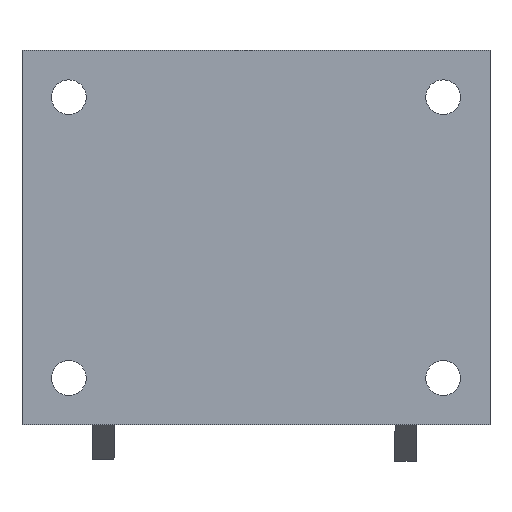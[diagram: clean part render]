
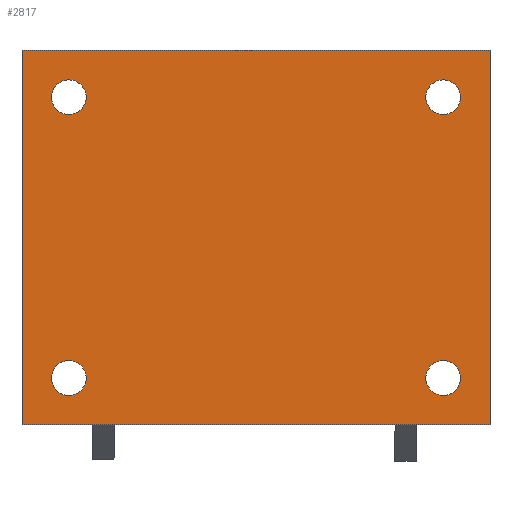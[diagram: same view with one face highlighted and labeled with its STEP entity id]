
A CAD part, front view. The second image highlights one B-rep face of the part: STEP entity #2817.
In plain terms, the highlighted planar face has unit normal (0, -1, 0).
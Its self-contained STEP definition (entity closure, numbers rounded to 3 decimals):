
#22 = CARTESIAN_POINT ( 'NONE',  ( -70., 0., 59. ) ) ;
#36 = EDGE_CURVE ( 'NONE', #2273, #2526, #1272, .T. ) ;
#69 = EDGE_CURVE ( 'NONE', #1740, #2273, #2430, .T. ) ;
#110 = DIRECTION ( 'NONE',  ( 1., 0., 0. ) ) ;
#208 = ORIENTED_EDGE ( 'NONE', *, *, #36, .F. ) ;
#224 = CIRCLE ( 'NONE', #612, 6.5 ) ;
#268 = ORIENTED_EDGE ( 'NONE', *, *, #1234, .T. ) ;
#292 = ORIENTED_EDGE ( 'NONE', *, *, #495, .T. ) ;
#325 = VECTOR ( 'NONE', #541, 1000. ) ;
#375 = FACE_OUTER_BOUND ( 'NONE', #763, .T. ) ;
#406 = VERTEX_POINT ( 'NONE', #1813 ) ;
#418 = CARTESIAN_POINT ( 'NONE',  ( 87.5, 0., -70. ) ) ;
#444 = VERTEX_POINT ( 'NONE', #1804 ) ;
#486 = AXIS2_PLACEMENT_3D ( 'NONE', #1778, #641, #1076 ) ;
#495 = EDGE_CURVE ( 'NONE', #406, #406, #1268, .T. ) ;
#541 = DIRECTION ( 'NONE',  ( 0., 0., -1. ) ) ;
#553 = FACE_BOUND ( 'NONE', #1062, .T. ) ;
#612 = AXIS2_PLACEMENT_3D ( 'NONE', #1796, #2008, #2252 ) ;
#635 = VERTEX_POINT ( 'NONE', #1245 ) ;
#641 = DIRECTION ( 'NONE',  ( 0., 1., 0. ) ) ;
#763 = EDGE_LOOP ( 'NONE', ( #208, #2255, #2042, #2741 ) ) ;
#835 = EDGE_LOOP ( 'NONE', ( #1620 ) ) ;
#857 = DIRECTION ( 'NONE',  ( 0., 0., 1. ) ) ;
#904 = VERTEX_POINT ( 'NONE', #2020 ) ;
#977 = CARTESIAN_POINT ( 'NONE',  ( 87.5, 0., -70. ) ) ;
#1062 = EDGE_LOOP ( 'NONE', ( #292 ) ) ;
#1076 = DIRECTION ( 'NONE',  ( 0., 0., 1. ) ) ;
#1111 = FACE_BOUND ( 'NONE', #835, .T. ) ;
#1132 = CARTESIAN_POINT ( 'NONE',  ( 70., 0., -52.5 ) ) ;
#1182 = CIRCLE ( 'NONE', #1342, 6.5 ) ;
#1189 = FACE_BOUND ( 'NONE', #2877, .T. ) ;
#1234 = EDGE_CURVE ( 'NONE', #2795, #2795, #2348, .T. ) ;
#1245 = CARTESIAN_POINT ( 'NONE',  ( 87.5, 0., 70. ) ) ;
#1268 = CIRCLE ( 'NONE', #2709, 6.5 ) ;
#1272 = LINE ( 'NONE', #1981, #1697 ) ;
#1293 = FACE_BOUND ( 'NONE', #2628, .T. ) ;
#1337 = DIRECTION ( 'NONE',  ( 0., 1., 0. ) ) ;
#1342 = AXIS2_PLACEMENT_3D ( 'NONE', #1414, #1678, #2318 ) ;
#1414 = CARTESIAN_POINT ( 'NONE',  ( -70., 0., -52.5 ) ) ;
#1427 = LINE ( 'NONE', #977, #325 ) ;
#1566 = AXIS2_PLACEMENT_3D ( 'NONE', #1990, #1999, #2439 ) ;
#1620 = ORIENTED_EDGE ( 'NONE', *, *, #1920, .T. ) ;
#1678 = DIRECTION ( 'NONE',  ( 0., 1., 0. ) ) ;
#1686 = EDGE_CURVE ( 'NONE', #635, #1740, #1427, .T. ) ;
#1697 = VECTOR ( 'NONE', #857, 1000. ) ;
#1740 = VERTEX_POINT ( 'NONE', #2256 ) ;
#1778 = CARTESIAN_POINT ( 'NONE',  ( -70., 0., 52.5 ) ) ;
#1796 = CARTESIAN_POINT ( 'NONE',  ( 70., 0., 52.5 ) ) ;
#1804 = CARTESIAN_POINT ( 'NONE',  ( -70., 0., -59. ) ) ;
#1813 = CARTESIAN_POINT ( 'NONE',  ( 70., 0., -46. ) ) ;
#1920 = EDGE_CURVE ( 'NONE', #444, #444, #1182, .T. ) ;
#1945 = VECTOR ( 'NONE', #110, 1000. ) ;
#1981 = CARTESIAN_POINT ( 'NONE',  ( -87.5, 0., -70. ) ) ;
#1990 = CARTESIAN_POINT ( 'NONE',  ( 0., 0., 0. ) ) ;
#1999 = DIRECTION ( 'NONE',  ( 0., -1., 0. ) ) ;
#2008 = DIRECTION ( 'NONE',  ( 0., 1., 0. ) ) ;
#2020 = CARTESIAN_POINT ( 'NONE',  ( 70., 0., 46. ) ) ;
#2029 = DIRECTION ( 'NONE',  ( 0., 0., 1. ) ) ;
#2042 = ORIENTED_EDGE ( 'NONE', *, *, #1686, .F. ) ;
#2069 = EDGE_CURVE ( 'NONE', #2526, #635, #2270, .T. ) ;
#2125 = CARTESIAN_POINT ( 'NONE',  ( 87.5, 0., 70. ) ) ;
#2180 = VECTOR ( 'NONE', #2220, 1000. ) ;
#2188 = CARTESIAN_POINT ( 'NONE',  ( -87.5, 0., -70. ) ) ;
#2220 = DIRECTION ( 'NONE',  ( -1., 0., 0. ) ) ;
#2252 = DIRECTION ( 'NONE',  ( 0., 0., -1. ) ) ;
#2255 = ORIENTED_EDGE ( 'NONE', *, *, #69, .F. ) ;
#2256 = CARTESIAN_POINT ( 'NONE',  ( 87.5, 0., -70. ) ) ;
#2270 = LINE ( 'NONE', #2125, #1945 ) ;
#2273 = VERTEX_POINT ( 'NONE', #2188 ) ;
#2318 = DIRECTION ( 'NONE',  ( 0., 0., -1. ) ) ;
#2348 = CIRCLE ( 'NONE', #486, 6.5 ) ;
#2430 = LINE ( 'NONE', #418, #2180 ) ;
#2439 = DIRECTION ( 'NONE',  ( 0., 0., -1. ) ) ;
#2477 = CARTESIAN_POINT ( 'NONE',  ( -87.5, 0., 70. ) ) ;
#2500 = ORIENTED_EDGE ( 'NONE', *, *, #2527, .T. ) ;
#2526 = VERTEX_POINT ( 'NONE', #2477 ) ;
#2527 = EDGE_CURVE ( 'NONE', #904, #904, #224, .T. ) ;
#2628 = EDGE_LOOP ( 'NONE', ( #2500 ) ) ;
#2709 = AXIS2_PLACEMENT_3D ( 'NONE', #1132, #1337, #2029 ) ;
#2741 = ORIENTED_EDGE ( 'NONE', *, *, #2069, .F. ) ;
#2795 = VERTEX_POINT ( 'NONE', #22 ) ;
#2817 = ADVANCED_FACE ( 'NONE', ( #1111, #1189, #1293, #553, #375 ), #2885, .T. ) ;
#2877 = EDGE_LOOP ( 'NONE', ( #268 ) ) ;
#2885 = PLANE ( 'NONE',  #1566 ) ;
